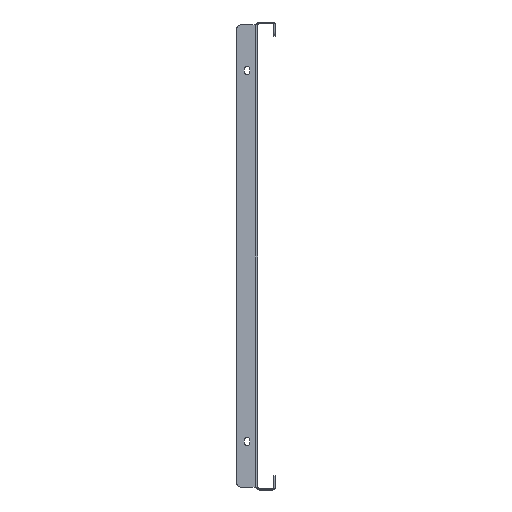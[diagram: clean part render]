
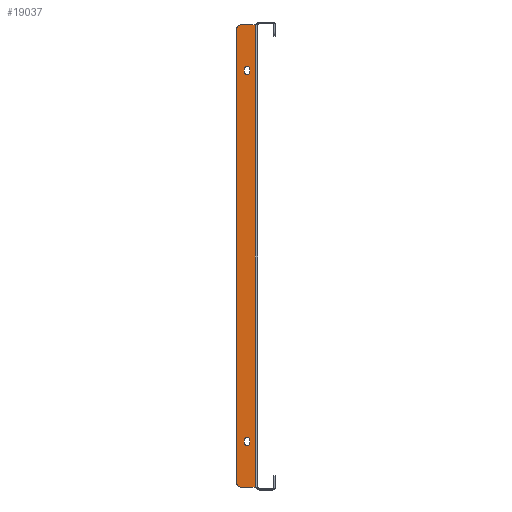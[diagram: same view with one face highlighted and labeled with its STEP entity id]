
A CAD part, left-side view. The second image highlights one B-rep face of the part: STEP entity #19037.
In plain terms, the highlighted planar face has unit normal (-1, 0, 0).
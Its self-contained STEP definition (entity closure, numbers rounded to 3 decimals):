
#134 = LINE ( 'NONE', #19342, #462 ) ;
#204 = EDGE_LOOP ( 'NONE', ( #6236, #829, #2027, #2109 ) ) ;
#215 = CARTESIAN_POINT ( 'NONE',  ( -296., 7.25, -195.25 ) ) ;
#378 = CIRCLE ( 'NONE', #8209, 2.75 ) ;
#385 = DIRECTION ( 'NONE',  ( -1., 0., 0. ) ) ;
#462 = VECTOR ( 'NONE', #7677, 1000. ) ;
#652 = LINE ( 'NONE', #13974, #12460 ) ;
#707 = ORIENTED_EDGE ( 'NONE', *, *, #4246, .T. ) ;
#762 = ORIENTED_EDGE ( 'NONE', *, *, #17951, .T. ) ;
#767 = CARTESIAN_POINT ( 'NONE',  ( -296., 12.75, 198.75 ) ) ;
#786 = ORIENTED_EDGE ( 'NONE', *, *, #9934, .F. ) ;
#796 = VECTOR ( 'NONE', #17606, 1000. ) ;
#820 = ORIENTED_EDGE ( 'NONE', *, *, #8743, .T. ) ;
#829 = ORIENTED_EDGE ( 'NONE', *, *, #4315, .F. ) ;
#838 = VERTEX_POINT ( 'NONE', #767 ) ;
#949 = CARTESIAN_POINT ( 'NONE',  ( -296., 16., 240.5 ) ) ;
#999 = CARTESIAN_POINT ( 'NONE',  ( -296., 7.25, 198.75 ) ) ;
#1024 = CARTESIAN_POINT ( 'NONE',  ( -296., 16., -245.5 ) ) ;
#1237 = DIRECTION ( 'NONE',  ( 0., -1., 0. ) ) ;
#1246 = LINE ( 'NONE', #18882, #796 ) ;
#1390 = DIRECTION ( 'NONE',  ( -1., 0., 0. ) ) ;
#1839 = ORIENTED_EDGE ( 'NONE', *, *, #4648, .F. ) ;
#1844 = AXIS2_PLACEMENT_3D ( 'NONE', #6468, #385, #6361 ) ;
#1927 = EDGE_CURVE ( 'NONE', #3664, #2941, #378, .T. ) ;
#2027 = ORIENTED_EDGE ( 'NONE', *, *, #16314, .F. ) ;
#2109 = ORIENTED_EDGE ( 'NONE', *, *, #10073, .F. ) ;
#2204 = ORIENTED_EDGE ( 'NONE', *, *, #19267, .F. ) ;
#2233 = VECTOR ( 'NONE', #16201, 1000. ) ;
#2458 = LINE ( 'NONE', #18526, #10604 ) ;
#2485 = DIRECTION ( 'NONE',  ( -1., 0., 0. ) ) ;
#2829 = DIRECTION ( 'NONE',  ( 0., 1., 0. ) ) ;
#2941 = VERTEX_POINT ( 'NONE', #3670 ) ;
#3223 = CARTESIAN_POINT ( 'NONE',  ( -296., 12.75, -198.75 ) ) ;
#3664 = VERTEX_POINT ( 'NONE', #7636 ) ;
#3670 = CARTESIAN_POINT ( 'NONE',  ( -296., 7.25, 195.25 ) ) ;
#3782 = AXIS2_PLACEMENT_3D ( 'NONE', #12859, #7179, #5421 ) ;
#4246 = EDGE_CURVE ( 'NONE', #5551, #8600, #12445, .T. ) ;
#4315 = EDGE_CURVE ( 'NONE', #15611, #14268, #2458, .T. ) ;
#4648 = EDGE_CURVE ( 'NONE', #5551, #12478, #652, .T. ) ;
#4801 = FACE_BOUND ( 'NONE', #19159, .T. ) ;
#4966 = CARTESIAN_POINT ( 'NONE',  ( -296., 1.5, 245.5 ) ) ;
#5421 = DIRECTION ( 'NONE',  ( 0., -1., 0. ) ) ;
#5551 = VERTEX_POINT ( 'NONE', #7172 ) ;
#5865 = CIRCLE ( 'NONE', #15240, 2.75 ) ;
#6236 = ORIENTED_EDGE ( 'NONE', *, *, #17296, .F. ) ;
#6361 = DIRECTION ( 'NONE',  ( 0., -1., 0. ) ) ;
#6468 = CARTESIAN_POINT ( 'NONE',  ( -296., 0., 0. ) ) ;
#6778 = DIRECTION ( 'NONE',  ( 0., 0., 1. ) ) ;
#7048 = LINE ( 'NONE', #17536, #11952 ) ;
#7172 = CARTESIAN_POINT ( 'NONE',  ( -296., 21., -240.5 ) ) ;
#7179 = DIRECTION ( 'NONE',  ( -1., 0., 0. ) ) ;
#7456 = AXIS2_PLACEMENT_3D ( 'NONE', #16094, #1390, #9304 ) ;
#7507 = DIRECTION ( 'NONE',  ( 0., 0., -1. ) ) ;
#7636 = CARTESIAN_POINT ( 'NONE',  ( -296., 12.75, 195.25 ) ) ;
#7677 = DIRECTION ( 'NONE',  ( 0., 0., -1. ) ) ;
#7836 = FACE_BOUND ( 'NONE', #204, .T. ) ;
#7861 = VERTEX_POINT ( 'NONE', #8959 ) ;
#7987 = VECTOR ( 'NONE', #16609, 1000. ) ;
#8117 = EDGE_CURVE ( 'NONE', #9012, #838, #8794, .T. ) ;
#8209 = AXIS2_PLACEMENT_3D ( 'NONE', #9937, #2485, #8466 ) ;
#8466 = DIRECTION ( 'NONE',  ( 0., -1., 0. ) ) ;
#8600 = VERTEX_POINT ( 'NONE', #1024 ) ;
#8743 = EDGE_CURVE ( 'NONE', #9478, #16635, #8950, .T. ) ;
#8794 = CIRCLE ( 'NONE', #3782, 2.75 ) ;
#8950 = LINE ( 'NONE', #19050, #2233 ) ;
#8959 = CARTESIAN_POINT ( 'NONE',  ( -296., 12.75, -195.25 ) ) ;
#9012 = VERTEX_POINT ( 'NONE', #999 ) ;
#9304 = DIRECTION ( 'NONE',  ( 0., 1., 0. ) ) ;
#9478 = VERTEX_POINT ( 'NONE', #9800 ) ;
#9617 = EDGE_CURVE ( 'NONE', #9478, #8600, #7048, .T. ) ;
#9800 = CARTESIAN_POINT ( 'NONE',  ( -296., 1.5, -245.5 ) ) ;
#9912 = CARTESIAN_POINT ( 'NONE',  ( -296., 16., -240.5 ) ) ;
#9934 = EDGE_CURVE ( 'NONE', #2941, #9012, #1246, .T. ) ;
#9937 = CARTESIAN_POINT ( 'NONE',  ( -296., 10., 195.25 ) ) ;
#10073 = EDGE_CURVE ( 'NONE', #7861, #14683, #18542, .T. ) ;
#10077 = DIRECTION ( 'NONE',  ( -1., 0., 0. ) ) ;
#10177 = VERTEX_POINT ( 'NONE', #13380 ) ;
#10604 = VECTOR ( 'NONE', #6778, 1000. ) ;
#10715 = ORIENTED_EDGE ( 'NONE', *, *, #9617, .F. ) ;
#11195 = ORIENTED_EDGE ( 'NONE', *, *, #1927, .F. ) ;
#11512 = AXIS2_PLACEMENT_3D ( 'NONE', #949, #14557, #1237 ) ;
#11518 = AXIS2_PLACEMENT_3D ( 'NONE', #9912, #12840, #18627 ) ;
#11908 = CARTESIAN_POINT ( 'NONE',  ( -296., 0., 245.5 ) ) ;
#11952 = VECTOR ( 'NONE', #2829, 1000. ) ;
#12445 = CIRCLE ( 'NONE', #11518, 5. ) ;
#12460 = VECTOR ( 'NONE', #18584, 1000. ) ;
#12478 = VERTEX_POINT ( 'NONE', #18253 ) ;
#12840 = DIRECTION ( 'NONE',  ( -1., 0., 0. ) ) ;
#12859 = CARTESIAN_POINT ( 'NONE',  ( -296., 10., 198.75 ) ) ;
#13372 = ORIENTED_EDGE ( 'NONE', *, *, #8117, .F. ) ;
#13380 = CARTESIAN_POINT ( 'NONE',  ( -296., 16., 245.5 ) ) ;
#13394 = CIRCLE ( 'NONE', #7456, 2.75 ) ;
#13634 = EDGE_CURVE ( 'NONE', #838, #3664, #134, .T. ) ;
#13664 = LINE ( 'NONE', #11908, #7987 ) ;
#13803 = FACE_OUTER_BOUND ( 'NONE', #13843, .T. ) ;
#13843 = EDGE_LOOP ( 'NONE', ( #2204, #762, #1839, #707, #10715, #820 ) ) ;
#13950 = VECTOR ( 'NONE', #7507, 1000. ) ;
#13974 = CARTESIAN_POINT ( 'NONE',  ( -296., 21., 245.5 ) ) ;
#14268 = VERTEX_POINT ( 'NONE', #215 ) ;
#14557 = DIRECTION ( 'NONE',  ( -1., 0., 0. ) ) ;
#14677 = DIRECTION ( 'NONE',  ( 0., 1., 0. ) ) ;
#14683 = VERTEX_POINT ( 'NONE', #3223 ) ;
#14949 = CARTESIAN_POINT ( 'NONE',  ( -296., 12.75, -195.25 ) ) ;
#14950 = CIRCLE ( 'NONE', #11512, 5. ) ;
#15240 = AXIS2_PLACEMENT_3D ( 'NONE', #15757, #10077, #14677 ) ;
#15281 = PLANE ( 'NONE',  #1844 ) ;
#15611 = VERTEX_POINT ( 'NONE', #17454 ) ;
#15757 = CARTESIAN_POINT ( 'NONE',  ( -296., 10., -198.75 ) ) ;
#16094 = CARTESIAN_POINT ( 'NONE',  ( -296., 10., -195.25 ) ) ;
#16201 = DIRECTION ( 'NONE',  ( 0., 0., 1. ) ) ;
#16314 = EDGE_CURVE ( 'NONE', #14683, #15611, #5865, .T. ) ;
#16609 = DIRECTION ( 'NONE',  ( 0., -1., 0. ) ) ;
#16635 = VERTEX_POINT ( 'NONE', #4966 ) ;
#17296 = EDGE_CURVE ( 'NONE', #14268, #7861, #13394, .T. ) ;
#17375 = ORIENTED_EDGE ( 'NONE', *, *, #13634, .F. ) ;
#17454 = CARTESIAN_POINT ( 'NONE',  ( -296., 7.25, -198.75 ) ) ;
#17536 = CARTESIAN_POINT ( 'NONE',  ( -296., 21., -245.5 ) ) ;
#17606 = DIRECTION ( 'NONE',  ( 0., 0., 1. ) ) ;
#17951 = EDGE_CURVE ( 'NONE', #10177, #12478, #14950, .T. ) ;
#18253 = CARTESIAN_POINT ( 'NONE',  ( -296., 21., 240.5 ) ) ;
#18526 = CARTESIAN_POINT ( 'NONE',  ( -296., 7.25, -195.25 ) ) ;
#18542 = LINE ( 'NONE', #14949, #13950 ) ;
#18584 = DIRECTION ( 'NONE',  ( 0., 0., 1. ) ) ;
#18627 = DIRECTION ( 'NONE',  ( 0., -1., 0. ) ) ;
#18882 = CARTESIAN_POINT ( 'NONE',  ( -296., 7.25, 195.25 ) ) ;
#19037 = ADVANCED_FACE ( 'NONE', ( #4801, #7836, #13803 ), #15281, .T. ) ;
#19050 = CARTESIAN_POINT ( 'NONE',  ( -296., 1.5, 0. ) ) ;
#19159 = EDGE_LOOP ( 'NONE', ( #11195, #17375, #13372, #786 ) ) ;
#19267 = EDGE_CURVE ( 'NONE', #10177, #16635, #13664, .T. ) ;
#19342 = CARTESIAN_POINT ( 'NONE',  ( -296., 12.75, 195.25 ) ) ;
